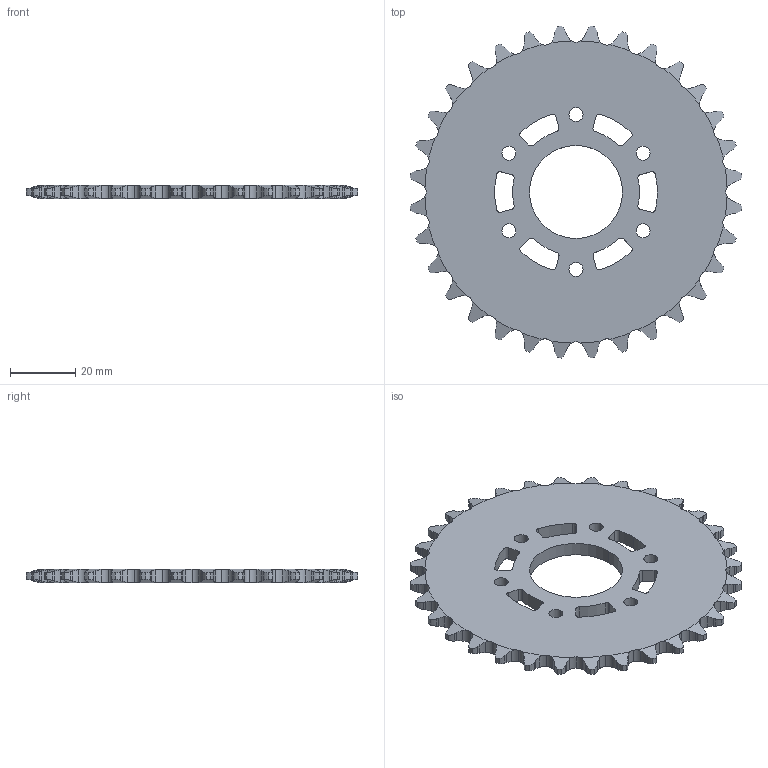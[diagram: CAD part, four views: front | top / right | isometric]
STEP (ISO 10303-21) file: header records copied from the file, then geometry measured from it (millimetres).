
FILE_DESCRIPTION (( 'STEP AP203' ), '1' );
FILE_NAME ('217-2651.20121204.STEP', '2012-12-05T02:12:44', ( 'svradm' ), ( 'Microsoft' ), 'SwSTEP 2.0', 'SolidWorks 2012', '' );
FILE_SCHEMA (( 'CONFIG_CONTROL_DESIGN' ));
Length unit declared in the file: inch
Products named in the file (1): 217-2651.20121204
Bounding box: 102.06 x 102.06 x 4.29 mm (x, y, z)
Volume: 26125.3 mm3; surface area: 15627.9 mm2
Topology: 1 solids, 1 shells, 424 faces, 1266 edges, 844 vertices
Faces by surface type: cylinder 282, plane 78, cone 64
Entity records: 15221 total; most frequent: CARTESIAN_POINT 4327, ORIENTED_EDGE 2532, DIRECTION 1976, EDGE_CURVE 1266, VERTEX_POINT 844, AXIS2_PLACEMENT_3D 797, B_SPLINE_CURVE_WITH_KNOTS 512, EDGE_LOOP 450
